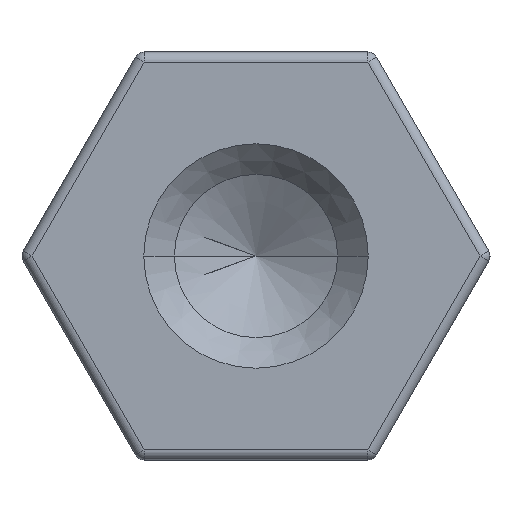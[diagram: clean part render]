
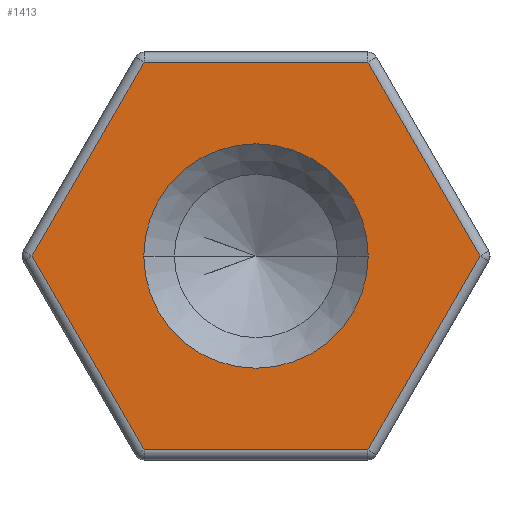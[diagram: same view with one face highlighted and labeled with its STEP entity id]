
A CAD part, left-side view. The second image highlights one B-rep face of the part: STEP entity #1413.
In plain terms, the highlighted planar face has unit normal (-1, 0, 0).
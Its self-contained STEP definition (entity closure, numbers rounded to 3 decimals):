
#4 = DIRECTION ( 'NONE',  ( 1., 0., 0. ) ) ;
#30 = AXIS2_PLACEMENT_3D ( 'NONE', #497, #1266, #634 ) ;
#49 = AXIS2_PLACEMENT_3D ( 'NONE', #837, #4, #958 ) ;
#147 = CARTESIAN_POINT ( 'NONE',  ( 0., 0., 1.9 ) ) ;
#241 = CIRCLE ( 'NONE', #30, 1.1 ) ;
#255 = EDGE_CURVE ( 'NONE', #1085, #629, #432, .T. ) ;
#262 = EDGE_CURVE ( 'NONE', #637, #1085, #392, .T. ) ;
#277 = DIRECTION ( 'NONE',  ( 0., -0.5, 0.866 ) ) ;
#278 = EDGE_CURVE ( 'NONE', #816, #637, #366, .T. ) ;
#280 = EDGE_CURVE ( 'NONE', #982, #816, #383, .T. ) ;
#284 = EDGE_CURVE ( 'NONE', #713, #982, #361, .T. ) ;
#289 = EDGE_CURVE ( 'NONE', #629, #713, #358, .T. ) ;
#290 = CARTESIAN_POINT ( 'NONE',  ( 0., 1.645, -0.95 ) ) ;
#293 = EDGE_CURVE ( 'NONE', #594, #1144, #354, .T. ) ;
#297 = DIRECTION ( 'NONE',  ( 0., 1., 0. ) ) ;
#351 = VECTOR ( 'NONE', #1249, 1000. ) ;
#354 = CIRCLE ( 'NONE', #49, 1.1 ) ;
#355 = VECTOR ( 'NONE', #297, 1000. ) ;
#358 = LINE ( 'NONE', #1184, #351 ) ;
#360 = VECTOR ( 'NONE', #952, 1000. ) ;
#361 = LINE ( 'NONE', #147, #355 ) ;
#363 = VECTOR ( 'NONE', #1070, 1000. ) ;
#366 = LINE ( 'NONE', #290, #363 ) ;
#383 = LINE ( 'NONE', #833, #360 ) ;
#386 = VECTOR ( 'NONE', #829, 1000. ) ;
#392 = LINE ( 'NONE', #1372, #386 ) ;
#396 = EDGE_CURVE ( 'NONE', #1144, #594, #241, .T. ) ;
#397 = VECTOR ( 'NONE', #277, 1000. ) ;
#410 = CARTESIAN_POINT ( 'NONE',  ( 0., -1.1, 0. ) ) ;
#432 = LINE ( 'NONE', #595, #397 ) ;
#489 = CARTESIAN_POINT ( 'NONE',  ( 0., 1.1, 0. ) ) ;
#497 = CARTESIAN_POINT ( 'NONE',  ( 0., 0., 0. ) ) ;
#570 = FACE_BOUND ( 'NONE', #632, .T. ) ;
#594 = VERTEX_POINT ( 'NONE', #489 ) ;
#595 = CARTESIAN_POINT ( 'NONE',  ( 0., -1.645, -0.95 ) ) ;
#607 = CARTESIAN_POINT ( 'NONE',  ( 0., 0., 0. ) ) ;
#629 = VERTEX_POINT ( 'NONE', #986 ) ;
#632 = EDGE_LOOP ( 'NONE', ( #745, #744 ) ) ;
#634 = DIRECTION ( 'NONE',  ( 0., 1., 0. ) ) ;
#637 = VERTEX_POINT ( 'NONE', #1323 ) ;
#713 = VERTEX_POINT ( 'NONE', #996 ) ;
#717 = PLANE ( 'NONE',  #726 ) ;
#726 = AXIS2_PLACEMENT_3D ( 'NONE', #607, #1186, #841 ) ;
#744 = ORIENTED_EDGE ( 'NONE', *, *, #396, .T. ) ;
#745 = ORIENTED_EDGE ( 'NONE', *, *, #293, .T. ) ;
#747 = ORIENTED_EDGE ( 'NONE', *, *, #255, .T. ) ;
#750 = ORIENTED_EDGE ( 'NONE', *, *, #262, .T. ) ;
#755 = ORIENTED_EDGE ( 'NONE', *, *, #278, .T. ) ;
#758 = ORIENTED_EDGE ( 'NONE', *, *, #280, .T. ) ;
#763 = CARTESIAN_POINT ( 'NONE',  ( 0., 2.194, 0. ) ) ;
#771 = ORIENTED_EDGE ( 'NONE', *, *, #284, .T. ) ;
#772 = ORIENTED_EDGE ( 'NONE', *, *, #289, .T. ) ;
#816 = VERTEX_POINT ( 'NONE', #763 ) ;
#829 = DIRECTION ( 'NONE',  ( 0., -1., 0. ) ) ;
#833 = CARTESIAN_POINT ( 'NONE',  ( 0., 1.645, 0.95 ) ) ;
#837 = CARTESIAN_POINT ( 'NONE',  ( 0., 0., 0. ) ) ;
#841 = DIRECTION ( 'NONE',  ( 0., 1., 0. ) ) ;
#952 = DIRECTION ( 'NONE',  ( 0., 0.5, -0.866 ) ) ;
#958 = DIRECTION ( 'NONE',  ( 0., 1., 0. ) ) ;
#982 = VERTEX_POINT ( 'NONE', #1342 ) ;
#986 = CARTESIAN_POINT ( 'NONE',  ( 0., -2.194, 0. ) ) ;
#996 = CARTESIAN_POINT ( 'NONE',  ( 0., -1.097, 1.9 ) ) ;
#1033 = CARTESIAN_POINT ( 'NONE',  ( 0., -1.097, -1.9 ) ) ;
#1070 = DIRECTION ( 'NONE',  ( 0., -0.5, -0.866 ) ) ;
#1085 = VERTEX_POINT ( 'NONE', #1033 ) ;
#1144 = VERTEX_POINT ( 'NONE', #410 ) ;
#1180 = EDGE_LOOP ( 'NONE', ( #772, #771, #758, #755, #750, #747 ) ) ;
#1184 = CARTESIAN_POINT ( 'NONE',  ( 0., -1.645, 0.95 ) ) ;
#1186 = DIRECTION ( 'NONE',  ( 1., 0., 0. ) ) ;
#1249 = DIRECTION ( 'NONE',  ( 0., 0.5, 0.866 ) ) ;
#1266 = DIRECTION ( 'NONE',  ( 1., 0., 0. ) ) ;
#1323 = CARTESIAN_POINT ( 'NONE',  ( 0., 1.097, -1.9 ) ) ;
#1342 = CARTESIAN_POINT ( 'NONE',  ( 0., 1.097, 1.9 ) ) ;
#1372 = CARTESIAN_POINT ( 'NONE',  ( 0., 0., -1.9 ) ) ;
#1378 = FACE_OUTER_BOUND ( 'NONE', #1180, .T. ) ;
#1413 = ADVANCED_FACE ( 'NONE', ( #1378, #570 ), #717, .F. ) ;
